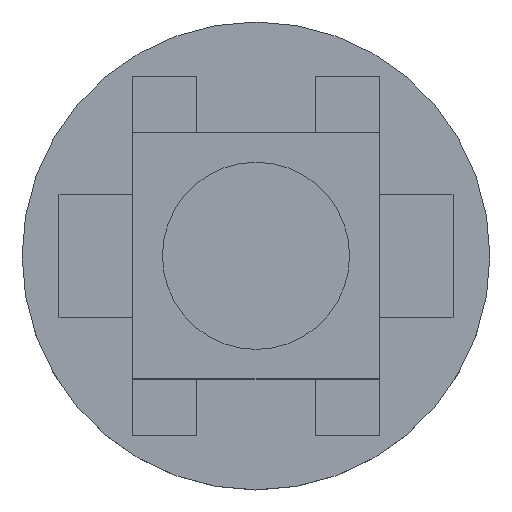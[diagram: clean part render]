
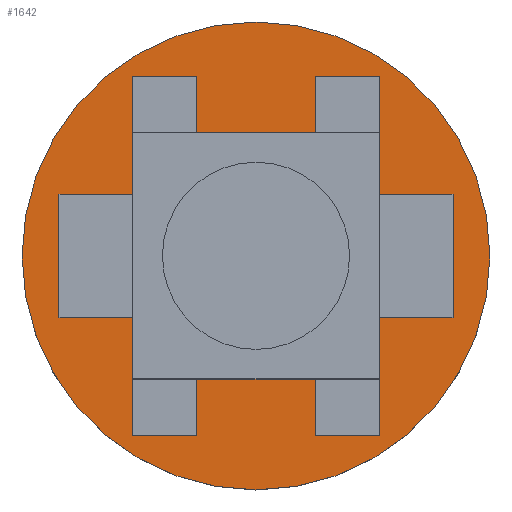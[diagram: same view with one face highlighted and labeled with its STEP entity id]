
A CAD part, top view. The second image highlights one B-rep face of the part: STEP entity #1642.
In plain terms, the highlighted planar face has unit normal (0, 0, 1).
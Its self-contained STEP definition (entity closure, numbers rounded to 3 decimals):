
#14=FACE_BOUND('',#206,.T.);
#30=CIRCLE('',#1753,4.75);
#117=FACE_OUTER_BOUND('',#205,.T.);
#205=EDGE_LOOP('',(#1110));
#206=EDGE_LOOP('',(#1111,#1112,#1113,#1114,#1115,#1116,#1117,#1118,#1119,
#1120,#1121,#1122,#1123,#1124,#1125,#1126,#1127,#1128,#1129,#1130,#1131,
#1132,#1133,#1134));
#287=LINE('',#2336,#465);
#292=LINE('',#2347,#470);
#296=LINE('',#2354,#474);
#298=LINE('',#2360,#476);
#302=LINE('',#2369,#480);
#306=LINE('',#2376,#484);
#326=LINE('',#2434,#504);
#332=LINE('',#2444,#510);
#333=LINE('',#2447,#511);
#337=LINE('',#2456,#515);
#338=LINE('',#2458,#516);
#339=LINE('',#2459,#517);
#340=LINE('',#2461,#518);
#341=LINE('',#2463,#519);
#342=LINE('',#2465,#520);
#343=LINE('',#2467,#521);
#344=LINE('',#2469,#522);
#345=LINE('',#2471,#523);
#346=LINE('',#2472,#524);
#347=LINE('',#2474,#525);
#348=LINE('',#2476,#526);
#349=LINE('',#2477,#527);
#350=LINE('',#2479,#528);
#351=LINE('',#2480,#529);
#465=VECTOR('',#1874,10.);
#470=VECTOR('',#1881,10.);
#474=VECTOR('',#1885,10.);
#476=VECTOR('',#1889,10.);
#480=VECTOR('',#1895,10.);
#484=VECTOR('',#1899,10.);
#504=VECTOR('',#1955,10.);
#510=VECTOR('',#1965,10.);
#511=VECTOR('',#1968,10.);
#515=VECTOR('',#1976,10.);
#516=VECTOR('',#1977,10.);
#517=VECTOR('',#1978,10.);
#518=VECTOR('',#1979,10.);
#519=VECTOR('',#1980,10.);
#520=VECTOR('',#1981,10.);
#521=VECTOR('',#1982,10.);
#522=VECTOR('',#1983,10.);
#523=VECTOR('',#1984,10.);
#524=VECTOR('',#1985,10.);
#525=VECTOR('',#1986,10.);
#526=VECTOR('',#1987,10.);
#527=VECTOR('',#1988,10.);
#528=VECTOR('',#1989,10.);
#529=VECTOR('',#1990,10.);
#640=VERTEX_POINT('',#2329);
#643=VERTEX_POINT('',#2334);
#645=VERTEX_POINT('',#2339);
#648=VERTEX_POINT('',#2346);
#651=VERTEX_POINT('',#2352);
#653=VERTEX_POINT('',#2357);
#654=VERTEX_POINT('',#2359);
#656=VERTEX_POINT('',#2365);
#658=VERTEX_POINT('',#2368);
#661=VERTEX_POINT('',#2374);
#680=VERTEX_POINT('',#2432);
#681=VERTEX_POINT('',#2433);
#684=VERTEX_POINT('',#2446);
#686=VERTEX_POINT('',#2453);
#687=VERTEX_POINT('',#2455);
#688=VERTEX_POINT('',#2457);
#689=VERTEX_POINT('',#2460);
#690=VERTEX_POINT('',#2462);
#691=VERTEX_POINT('',#2464);
#692=VERTEX_POINT('',#2466);
#693=VERTEX_POINT('',#2468);
#694=VERTEX_POINT('',#2470);
#695=VERTEX_POINT('',#2473);
#696=VERTEX_POINT('',#2475);
#697=VERTEX_POINT('',#2478);
#795=EDGE_CURVE('',#640,#643,#287,.T.);
#800=EDGE_CURVE('',#648,#640,#292,.T.);
#804=EDGE_CURVE('',#645,#651,#296,.T.);
#806=EDGE_CURVE('',#654,#653,#298,.T.);
#810=EDGE_CURVE('',#658,#656,#302,.T.);
#814=EDGE_CURVE('',#653,#661,#306,.T.);
#842=EDGE_CURVE('',#680,#681,#326,.T.);
#848=EDGE_CURVE('',#681,#654,#332,.T.);
#849=EDGE_CURVE('',#680,#684,#333,.T.);
#853=EDGE_CURVE('',#686,#686,#30,.T.);
#854=EDGE_CURVE('',#661,#687,#337,.T.);
#855=EDGE_CURVE('',#687,#688,#338,.T.);
#856=EDGE_CURVE('',#688,#658,#339,.T.);
#857=EDGE_CURVE('',#656,#689,#340,.T.);
#858=EDGE_CURVE('',#689,#690,#341,.T.);
#859=EDGE_CURVE('',#690,#691,#342,.T.);
#860=EDGE_CURVE('',#692,#691,#343,.T.);
#861=EDGE_CURVE('',#692,#693,#344,.T.);
#862=EDGE_CURVE('',#693,#694,#345,.T.);
#863=EDGE_CURVE('',#694,#645,#346,.T.);
#864=EDGE_CURVE('',#651,#695,#347,.T.);
#865=EDGE_CURVE('',#695,#696,#348,.T.);
#866=EDGE_CURVE('',#696,#648,#349,.T.);
#867=EDGE_CURVE('',#643,#697,#350,.T.);
#868=EDGE_CURVE('',#697,#684,#351,.T.);
#1110=ORIENTED_EDGE('',*,*,#853,.F.);
#1111=ORIENTED_EDGE('',*,*,#842,.T.);
#1112=ORIENTED_EDGE('',*,*,#848,.T.);
#1113=ORIENTED_EDGE('',*,*,#806,.T.);
#1114=ORIENTED_EDGE('',*,*,#814,.T.);
#1115=ORIENTED_EDGE('',*,*,#854,.T.);
#1116=ORIENTED_EDGE('',*,*,#855,.T.);
#1117=ORIENTED_EDGE('',*,*,#856,.T.);
#1118=ORIENTED_EDGE('',*,*,#810,.T.);
#1119=ORIENTED_EDGE('',*,*,#857,.T.);
#1120=ORIENTED_EDGE('',*,*,#858,.T.);
#1121=ORIENTED_EDGE('',*,*,#859,.T.);
#1122=ORIENTED_EDGE('',*,*,#860,.F.);
#1123=ORIENTED_EDGE('',*,*,#861,.T.);
#1124=ORIENTED_EDGE('',*,*,#862,.T.);
#1125=ORIENTED_EDGE('',*,*,#863,.T.);
#1126=ORIENTED_EDGE('',*,*,#804,.T.);
#1127=ORIENTED_EDGE('',*,*,#864,.T.);
#1128=ORIENTED_EDGE('',*,*,#865,.T.);
#1129=ORIENTED_EDGE('',*,*,#866,.T.);
#1130=ORIENTED_EDGE('',*,*,#800,.T.);
#1131=ORIENTED_EDGE('',*,*,#795,.T.);
#1132=ORIENTED_EDGE('',*,*,#867,.T.);
#1133=ORIENTED_EDGE('',*,*,#868,.T.);
#1134=ORIENTED_EDGE('',*,*,#849,.F.);
#1495=PLANE('',#1752);
#1642=ADVANCED_FACE('',(#117,#14),#1495,.F.);
#1752=AXIS2_PLACEMENT_3D('',#2452,#1972,#1973);
#1753=AXIS2_PLACEMENT_3D('',#2454,#1974,#1975);
#1874=DIRECTION('',(0.,-1.,0.));
#1881=DIRECTION('',(0.,-1.,0.));
#1885=DIRECTION('',(0.,-1.,0.));
#1889=DIRECTION('',(0.,1.,0.));
#1895=DIRECTION('',(0.,1.,0.));
#1899=DIRECTION('',(0.,1.,0.));
#1955=DIRECTION('',(0.,-1.,0.));
#1965=DIRECTION('',(-1.,0.,0.));
#1968=DIRECTION('',(1.,0.,0.));
#1972=DIRECTION('center_axis',(0.,0.,
-1.));
#1973=DIRECTION('ref_axis',(0.,1.,0.));
#1974=DIRECTION('center_axis',(0.,0.,
-1.));
#1975=DIRECTION('ref_axis',(0.,1.,0.));
#1976=DIRECTION('',(-1.,0.,0.));
#1977=DIRECTION('',(0.,1.,0.));
#1978=DIRECTION('',(1.,0.,0.));
#1979=DIRECTION('',(0.,1.,0.));
#1980=DIRECTION('',(1.,0.,0.));
#1981=DIRECTION('',(0.,-1.,0.));
#1982=DIRECTION('',(-1.,0.,0.));
#1983=DIRECTION('',(0.,1.,0.));
#1984=DIRECTION('',(1.,0.,0.));
#1985=DIRECTION('',(0.,-1.,0.));
#1986=DIRECTION('',(1.,0.,0.));
#1987=DIRECTION('',(0.,-1.,0.));
#1988=DIRECTION('',(-1.,0.,0.));
#1989=DIRECTION('',(-1.,0.,0.));
#1990=DIRECTION('',(0.,1.,0.));
#2329=CARTESIAN_POINT('',(2.5,-2.5,1.4));
#2334=CARTESIAN_POINT('',(2.5,-3.65,1.4));
#2336=CARTESIAN_POINT('',(2.5,-1.25,1.4));
#2339=CARTESIAN_POINT('',(2.5,2.5,1.4));
#2346=CARTESIAN_POINT('',(2.5,-1.25,1.4));
#2347=CARTESIAN_POINT('',(2.5,-1.25,1.4));
#2352=CARTESIAN_POINT('',(2.5,1.25,1.4));
#2354=CARTESIAN_POINT('',(2.5,-37.1,1.4));
#2357=CARTESIAN_POINT('',(-2.5,-2.5,1.4));
#2359=CARTESIAN_POINT('',(-2.5,-3.65,1.4));
#2360=CARTESIAN_POINT('',(-2.5,1.25,1.4));
#2365=CARTESIAN_POINT('',(-2.5,2.5,1.4));
#2368=CARTESIAN_POINT('',(-2.5,1.25,1.4));
#2369=CARTESIAN_POINT('',(-2.5,1.25,1.4));
#2374=CARTESIAN_POINT('',(-2.5,-1.25,1.4));
#2376=CARTESIAN_POINT('',(-2.5,1.25,1.4));
#2432=CARTESIAN_POINT('',(-1.2,-2.5,1.4));
#2433=CARTESIAN_POINT('',(-1.2,-3.65,1.4));
#2434=CARTESIAN_POINT('',(-1.2,-37.1,1.4));
#2444=CARTESIAN_POINT('',(1.25,-3.65,1.4));
#2446=CARTESIAN_POINT('',(1.2,-2.5,1.4));
#2447=CARTESIAN_POINT('',(1.25,-2.5,1.4));
#2452=CARTESIAN_POINT('Origin',(0.,-71.7,1.4));
#2453=CARTESIAN_POINT('',(0.,-4.75,1.4));
#2454=CARTESIAN_POINT('Origin',(0.,0.,
1.4));
#2455=CARTESIAN_POINT('',(-4.,-1.25,1.4));
#2456=CARTESIAN_POINT('',(2.,-1.25,1.4));
#2457=CARTESIAN_POINT('',(-4.,1.25,1.4));
#2458=CARTESIAN_POINT('',(-4.,-36.475,1.4));
#2459=CARTESIAN_POINT('',(1.25,1.25,1.4));
#2460=CARTESIAN_POINT('',(-2.5,3.65,1.4));
#2461=CARTESIAN_POINT('',(-2.5,1.25,1.4));
#2462=CARTESIAN_POINT('',(-1.2,3.65,1.4));
#2463=CARTESIAN_POINT('',(0.6,3.65,1.4));
#2464=CARTESIAN_POINT('',(-1.2,2.5,1.4));
#2465=CARTESIAN_POINT('',(-1.2,-1.25,1.4));
#2466=CARTESIAN_POINT('',(1.2,2.5,1.4));
#2467=CARTESIAN_POINT('',(-1.25,2.5,1.4));
#2468=CARTESIAN_POINT('',(1.2,3.65,1.4));
#2469=CARTESIAN_POINT('',(1.2,-34.6,1.4));
#2470=CARTESIAN_POINT('',(2.5,3.65,1.4));
#2471=CARTESIAN_POINT('',(0.6,3.65,1.4));
#2472=CARTESIAN_POINT('',(2.5,-37.1,1.4));
#2473=CARTESIAN_POINT('',(4.,1.25,1.4));
#2474=CARTESIAN_POINT('',(1.25,1.25,1.4));
#2475=CARTESIAN_POINT('',(4.,-1.25,1.4));
#2476=CARTESIAN_POINT('',(4.,0.625,1.4));
#2477=CARTESIAN_POINT('',(2.,-1.25,1.4));
#2478=CARTESIAN_POINT('',(1.2,-3.65,1.4));
#2479=CARTESIAN_POINT('',(1.25,-3.65,1.4));
#2480=CARTESIAN_POINT('',(1.2,-34.6,1.4));
